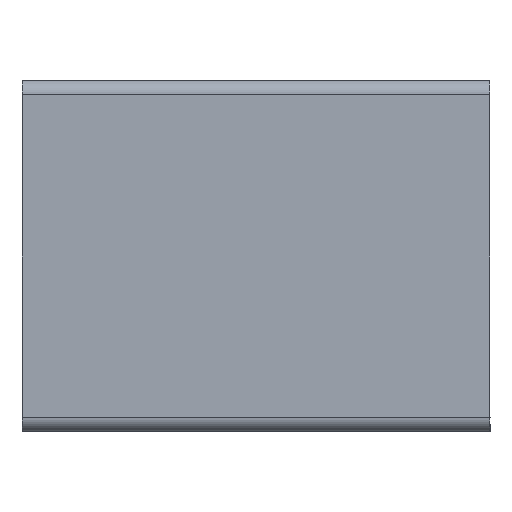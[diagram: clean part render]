
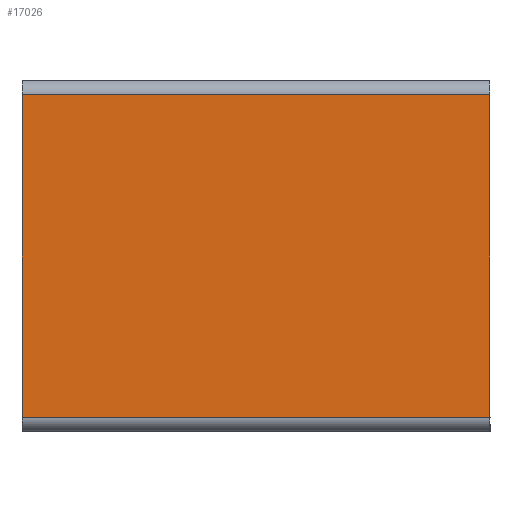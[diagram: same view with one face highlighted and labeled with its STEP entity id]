
A CAD part, left-side view. The second image highlights one B-rep face of the part: STEP entity #17026.
In plain terms, the highlighted planar face has unit normal (-1, 0, 0).
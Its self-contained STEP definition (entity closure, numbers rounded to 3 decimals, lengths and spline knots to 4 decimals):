
#3460 = CARTESIAN_POINT ( 'NONE',  ( -0.839, 0.6549, -0.5105 ) ) ;
#3916 = VERTEX_POINT ( 'NONE', #38525 ) ;
#4061 = AXIS2_PLACEMENT_3D ( 'NONE', #13231, #33879, #31748 ) ;
#5252 = EDGE_LOOP ( 'NONE', ( #11118, #25512, #18491, #28911 ) ) ;
#5366 = LINE ( 'NONE', #29758, #22933 ) ;
#6979 = CARTESIAN_POINT ( 'NONE',  ( -0.839, -0.3451, -0.5105 ) ) ;
#10280 = DIRECTION ( 'NONE',  ( 0., 0., -1. ) ) ;
#10537 = CARTESIAN_POINT ( 'NONE',  ( -0.839, 1.6549, 0.8695 ) ) ;
#11118 = ORIENTED_EDGE ( 'NONE', *, *, #25226, .T. ) ;
#12115 = DIRECTION ( 'NONE',  ( 0., -1., 0. ) ) ;
#12496 = FACE_OUTER_BOUND ( 'NONE', #5252, .T. ) ;
#12802 = PLANE ( 'NONE',  #4061 ) ;
#13231 = CARTESIAN_POINT ( 'NONE',  ( -0.839, -0.3451, 0.8695 ) ) ;
#13427 = EDGE_CURVE ( 'NONE', #3916, #15065, #25001, .T. ) ;
#14783 = DIRECTION ( 'NONE',  ( 0., 0., 1. ) ) ;
#15065 = VERTEX_POINT ( 'NONE', #6979 ) ;
#16960 = VECTOR ( 'NONE', #12115, 39.3701 ) ;
#17026 = ADVANCED_FACE ( 'NONE', ( #12496 ), #12802, .T. ) ;
#18491 = ORIENTED_EDGE ( 'NONE', *, *, #36708, .T. ) ;
#18625 = DIRECTION ( 'NONE',  ( 0., 1., 0. ) ) ;
#21502 = CARTESIAN_POINT ( 'NONE',  ( -0.839, 0.6549, 0.8695 ) ) ;
#21671 = CARTESIAN_POINT ( 'NONE',  ( -0.839, 1.6549, 0.8695 ) ) ;
#22933 = VECTOR ( 'NONE', #14783, 39.3701 ) ;
#23015 = VERTEX_POINT ( 'NONE', #21671 ) ;
#23977 = LINE ( 'NONE', #10537, #33503 ) ;
#25001 = LINE ( 'NONE', #3460, #16960 ) ;
#25226 = EDGE_CURVE ( 'NONE', #15065, #38552, #5366, .T. ) ;
#25412 = CARTESIAN_POINT ( 'NONE',  ( -0.839, -0.3451, 0.8695 ) ) ;
#25512 = ORIENTED_EDGE ( 'NONE', *, *, #30830, .T. ) ;
#28911 = ORIENTED_EDGE ( 'NONE', *, *, #13427, .T. ) ;
#29758 = CARTESIAN_POINT ( 'NONE',  ( -0.839, -0.3451, 0.1795 ) ) ;
#30830 = EDGE_CURVE ( 'NONE', #38552, #23015, #36987, .T. ) ;
#31748 = DIRECTION ( 'NONE',  ( 0., 1., 0. ) ) ;
#33503 = VECTOR ( 'NONE', #10280, 39.3701 ) ;
#33879 = DIRECTION ( 'NONE',  ( -1., 0., 0. ) ) ;
#36018 = VECTOR ( 'NONE', #18625, 39.3701 ) ;
#36708 = EDGE_CURVE ( 'NONE', #23015, #3916, #23977, .T. ) ;
#36987 = LINE ( 'NONE', #21502, #36018 ) ;
#38525 = CARTESIAN_POINT ( 'NONE',  ( -0.839, 1.6549, -0.5105 ) ) ;
#38552 = VERTEX_POINT ( 'NONE', #25412 ) ;
